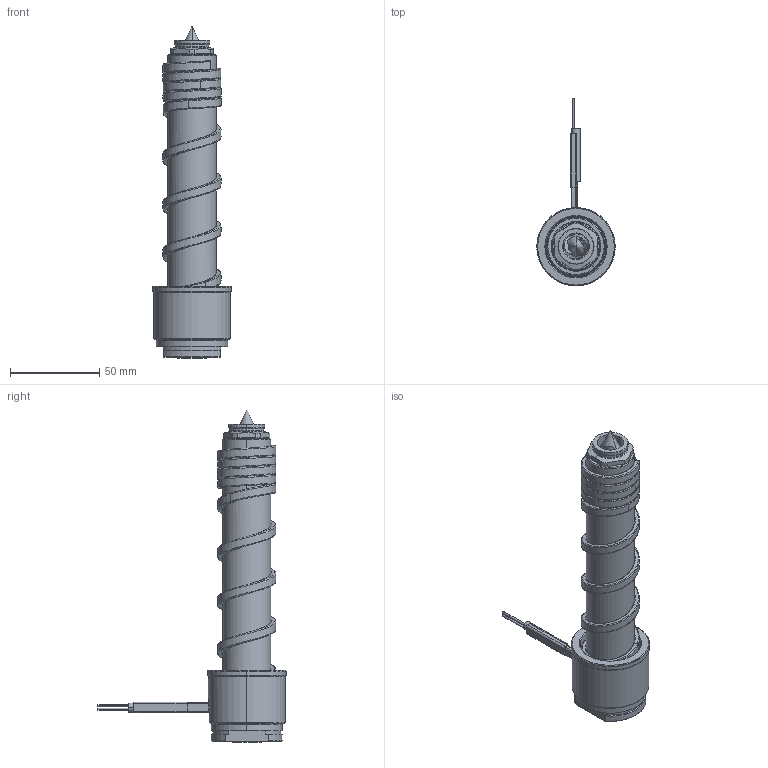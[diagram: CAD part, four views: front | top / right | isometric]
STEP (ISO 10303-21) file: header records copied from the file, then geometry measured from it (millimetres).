
FILE_DESCRIPTION((''),'2;1');
FILE_NAME('EL-186-BKU-N','2014-03-04T',('Íàòàëüÿ'),('IMID'),'PRO/ENGINEER BY PARAMETRIC TECHNOLOGY CORPORATION, 2010180','PRO/ENGINEER BY PARAMETRIC TECHNOLOGY CORPORATION, 2010180','');
FILE_SCHEMA(('CONFIG_CONTROL_DESIGN'));
Length unit declared in the file: millimetre
Products named in the file (1): EL-186-BKU-N
Bounding box: 44 x 105.5 x 186.3 mm (x, y, z)
Volume: 126317.7 mm3; surface area: 46761.7 mm2
Topology: 1 solids, 9 shells, 344 faces, 872 edges, 524 vertices
Faces by surface type: cylinder 109, bspline 72, cone 62, plane 54, torus 30, revolution 9, extrusion 8
Entity records: 22440 total; most frequent: CARTESIAN_POINT 14661, ORIENTED_EDGE 1704, DIRECTION 1455, EDGE_CURVE 864, AXIS2_PLACEMENT_3D 575, VERTEX_POINT 524, EDGE_LOOP 368, FACE_OUTER_BOUND 344
